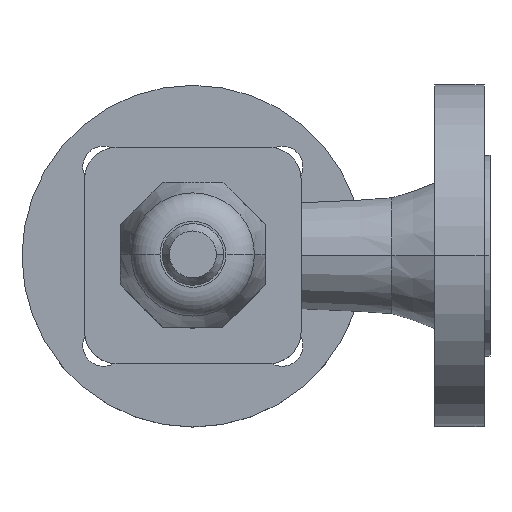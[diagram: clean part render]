
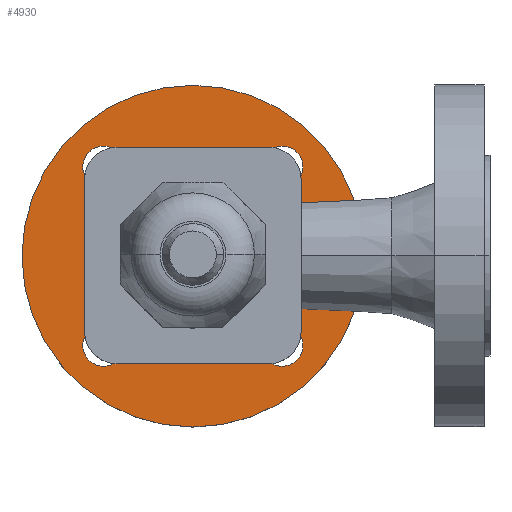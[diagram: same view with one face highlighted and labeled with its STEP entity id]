
A CAD part, top view. The second image highlights one B-rep face of the part: STEP entity #4930.
In plain terms, the highlighted planar face has unit normal (0, 0, 1).
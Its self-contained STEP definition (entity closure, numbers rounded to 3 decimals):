
#1780=CARTESIAN_POINT('',(-57.5,0.,18.6));
#1781=VERTEX_POINT('',#1780);
#1788=CARTESIAN_POINT('',(57.5,-0.,18.6));
#1789=VERTEX_POINT('',#1788);
#1790=CARTESIAN_POINT('',(0.,-0.,18.6));
#1791=DIRECTION('',(-0.,0.,-1.));
#1792=DIRECTION('',(-1.,0.,0.));
#1793=AXIS2_PLACEMENT_3D('',#1790,#1791,#1792);
#1794=CIRCLE('',#1793,57.5);
#1795=EDGE_CURVE('',#1781,#1789,#1794,.T.);
#1822=CARTESIAN_POINT('',(24.5,0.,18.6));
#1823=VERTEX_POINT('',#1822);
#1830=CARTESIAN_POINT('',(-24.5,-0.,18.6));
#1831=VERTEX_POINT('',#1830);
#1832=CARTESIAN_POINT('',(0.,-0.,18.6));
#1833=DIRECTION('',(0.,0.,-1.));
#1834=DIRECTION('',(-1.,0.,0.));
#1835=AXIS2_PLACEMENT_3D('',#1832,#1833,#1834);
#1836=CIRCLE('',#1835,24.5);
#1837=EDGE_CURVE('',#1831,#1823,#1836,.T.);
#3280=CARTESIAN_POINT('',(37.052,30.052,18.6));
#3281=VERTEX_POINT('',#3280);
#3282=CARTESIAN_POINT('',(23.052,30.052,18.6));
#3283=VERTEX_POINT('',#3282);
#3284=CARTESIAN_POINT('',(30.052,30.052,18.6));
#3285=DIRECTION('',(0.,0.,-1.));
#3286=DIRECTION('',(1.,0.,0.));
#3287=AXIS2_PLACEMENT_3D('',#3284,#3285,#3286);
#3288=CIRCLE('',#3287,7.);
#3289=EDGE_CURVE('',#3281,#3283,#3288,.T.);
#3333=CARTESIAN_POINT('',(37.052,-30.052,18.6));
#3334=VERTEX_POINT('',#3333);
#3341=CARTESIAN_POINT('',(23.052,-30.052,18.6));
#3342=VERTEX_POINT('',#3341);
#3343=CARTESIAN_POINT('',(30.052,-30.052,18.6));
#3344=DIRECTION('',(0.,0.,-1.));
#3345=DIRECTION('',(1.,0.,0.));
#3346=AXIS2_PLACEMENT_3D('',#3343,#3344,#3345);
#3347=CIRCLE('',#3346,7.);
#3348=EDGE_CURVE('',#3342,#3334,#3347,.T.);
#3375=CARTESIAN_POINT('',(-23.052,-30.052,18.6));
#3376=VERTEX_POINT('',#3375);
#3383=CARTESIAN_POINT('',(-37.052,-30.052,18.6));
#3384=VERTEX_POINT('',#3383);
#3385=CARTESIAN_POINT('',(-30.052,-30.052,18.6));
#3386=DIRECTION('',(0.,0.,-1.));
#3387=DIRECTION('',(1.,0.,0.));
#3388=AXIS2_PLACEMENT_3D('',#3385,#3386,#3387);
#3389=CIRCLE('',#3388,7.);
#3390=EDGE_CURVE('',#3384,#3376,#3389,.T.);
#3417=CARTESIAN_POINT('',(-37.052,30.052,18.6));
#3418=VERTEX_POINT('',#3417);
#3425=CARTESIAN_POINT('',(-23.052,30.052,18.6));
#3426=VERTEX_POINT('',#3425);
#3427=CARTESIAN_POINT('',(-30.052,30.052,18.6));
#3428=DIRECTION('',(0.,0.,-1.));
#3429=DIRECTION('',(1.,0.,0.));
#3430=AXIS2_PLACEMENT_3D('',#3427,#3428,#3429);
#3431=CIRCLE('',#3430,7.);
#3432=EDGE_CURVE('',#3426,#3418,#3431,.T.);
#4865=CARTESIAN_POINT('',(-41.,0.,18.6));
#4866=DIRECTION('',(0.,-0.,1.));
#4867=DIRECTION('',(1.,-0.,-0.));
#4868=AXIS2_PLACEMENT_3D('',#4865,#4866,#4867);
#4869=PLANE('',#4868);
#4870=CARTESIAN_POINT('',(-30.052,30.052,18.6));
#4871=DIRECTION('',(0.,0.,-1.));
#4872=DIRECTION('',(1.,0.,0.));
#4873=AXIS2_PLACEMENT_3D('',#4870,#4871,#4872);
#4874=CIRCLE('',#4873,7.);
#4875=EDGE_CURVE('',#3418,#3426,#4874,.T.);
#4876=ORIENTED_EDGE('',*,*,#4875,.T.);
#4877=ORIENTED_EDGE('',*,*,#3432,.T.);
#4878=EDGE_LOOP('',(#4876,#4877));
#4879=FACE_BOUND('',#4878,.T.);
#4880=CARTESIAN_POINT('',(-30.052,-30.052,18.6));
#4881=DIRECTION('',(0.,0.,-1.));
#4882=DIRECTION('',(1.,0.,0.));
#4883=AXIS2_PLACEMENT_3D('',#4880,#4881,#4882);
#4884=CIRCLE('',#4883,7.);
#4885=EDGE_CURVE('',#3376,#3384,#4884,.T.);
#4886=ORIENTED_EDGE('',*,*,#4885,.T.);
#4887=ORIENTED_EDGE('',*,*,#3390,.T.);
#4888=EDGE_LOOP('',(#4886,#4887));
#4889=FACE_BOUND('',#4888,.T.);
#4890=CARTESIAN_POINT('',(30.052,-30.052,18.6));
#4891=DIRECTION('',(0.,0.,-1.));
#4892=DIRECTION('',(1.,0.,0.));
#4893=AXIS2_PLACEMENT_3D('',#4890,#4891,#4892);
#4894=CIRCLE('',#4893,7.);
#4895=EDGE_CURVE('',#3334,#3342,#4894,.T.);
#4896=ORIENTED_EDGE('',*,*,#4895,.T.);
#4897=ORIENTED_EDGE('',*,*,#3348,.T.);
#4898=EDGE_LOOP('',(#4896,#4897));
#4899=FACE_BOUND('',#4898,.T.);
#4900=ORIENTED_EDGE('',*,*,#3289,.T.);
#4901=CARTESIAN_POINT('',(30.052,30.052,18.6));
#4902=DIRECTION('',(0.,0.,-1.));
#4903=DIRECTION('',(1.,0.,0.));
#4904=AXIS2_PLACEMENT_3D('',#4901,#4902,#4903);
#4905=CIRCLE('',#4904,7.);
#4906=EDGE_CURVE('',#3283,#3281,#4905,.T.);
#4907=ORIENTED_EDGE('',*,*,#4906,.T.);
#4908=EDGE_LOOP('',(#4900,#4907));
#4909=FACE_BOUND('',#4908,.T.);
#4910=ORIENTED_EDGE('',*,*,#1837,.T.);
#4911=CARTESIAN_POINT('',(0.,-0.,18.6));
#4912=DIRECTION('',(0.,0.,-1.));
#4913=DIRECTION('',(-1.,0.,0.));
#4914=AXIS2_PLACEMENT_3D('',#4911,#4912,#4913);
#4915=CIRCLE('',#4914,24.5);
#4916=EDGE_CURVE('',#1823,#1831,#4915,.T.);
#4917=ORIENTED_EDGE('',*,*,#4916,.T.);
#4918=EDGE_LOOP('',(#4910,#4917));
#4919=FACE_BOUND('',#4918,.T.);
#4920=ORIENTED_EDGE('',*,*,#1795,.F.);
#4921=CARTESIAN_POINT('',(0.,-0.,18.6));
#4922=DIRECTION('',(-0.,0.,-1.));
#4923=DIRECTION('',(-1.,0.,0.));
#4924=AXIS2_PLACEMENT_3D('',#4921,#4922,#4923);
#4925=CIRCLE('',#4924,57.5);
#4926=EDGE_CURVE('',#1789,#1781,#4925,.T.);
#4927=ORIENTED_EDGE('',*,*,#4926,.F.);
#4928=EDGE_LOOP('',(#4920,#4927));
#4929=FACE_BOUND('',#4928,.T.);
#4930=ADVANCED_FACE('',(#4879,#4889,#4899,#4909,#4919,#4929),#4869,.T.);
